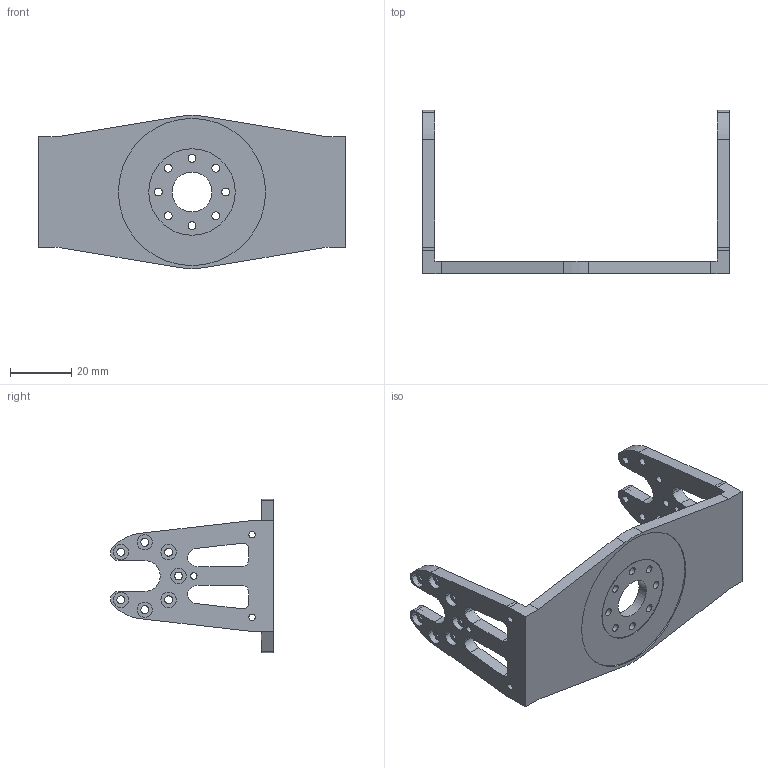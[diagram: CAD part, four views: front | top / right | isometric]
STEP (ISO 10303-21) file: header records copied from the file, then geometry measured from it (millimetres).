
FILE_DESCRIPTION (( 'STEP AP214' ), '1' );
FILE_NAME ('09_Hip_U_Profile_Alu_100x4_NimbroOP_v0.1.STEP', '2012-10-07T10:34:54', ( 'schreiber' ), ( '' ), 'SwSTEP 2.0', 'SolidWorks 2012', '' );
FILE_SCHEMA (( 'AUTOMOTIVE_DESIGN' ));
Length unit declared in the file: millimetre
Products named in the file (1): 09_Hip_U_Profile_Alu_100x4_NimbroOP_v0.1
Bounding box: 100 x 53.17 x 49.92 mm (x, y, z)
Volume: 23514.7 mm3; surface area: 16351.6 mm2
Topology: 1 solids, 1 shells, 186 faces, 504 edges, 336 vertices
Faces by surface type: cylinder 136, plane 50
Entity records: 6166 total; most frequent: DIRECTION 1150, CARTESIAN_POINT 1027, ORIENTED_EDGE 1008, EDGE_CURVE 504, AXIS2_PLACEMENT_3D 459, VERTEX_POINT 336, CIRCLE 272, EDGE_LOOP 268
